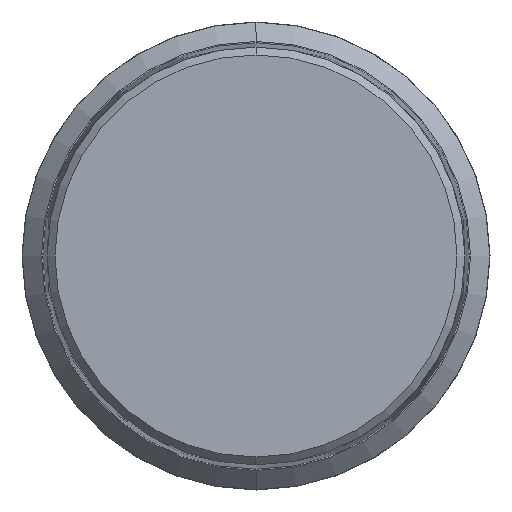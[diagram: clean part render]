
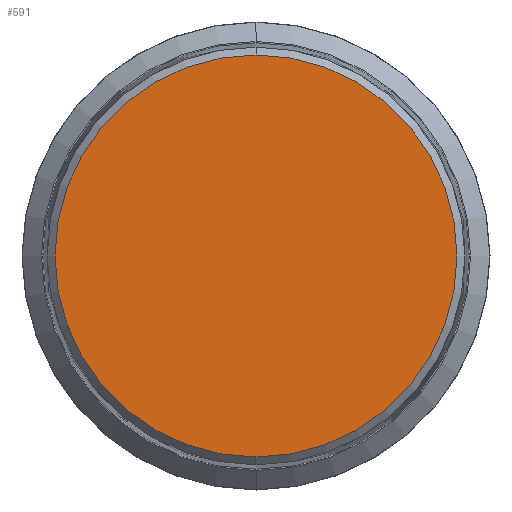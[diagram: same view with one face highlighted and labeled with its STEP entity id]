
A CAD part, front view. The second image highlights one B-rep face of the part: STEP entity #591.
In plain terms, the highlighted planar face has unit normal (0, -1, 0).
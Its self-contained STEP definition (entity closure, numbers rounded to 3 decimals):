
#591=ADVANCED_FACE('',(#1097),#1098,.T.);
#1097=FACE_OUTER_BOUND('',#1610,.T.);
#1098=PLANE('',#1611);
#1610=EDGE_LOOP('',(#2804,#2805));
#1611=AXIS2_PLACEMENT_3D('',#2806,#2807,#2808);
#2804=ORIENTED_EDGE('',*,*,#3236,.T.);
#2805=ORIENTED_EDGE('',*,*,#3264,.T.);
#2806=CARTESIAN_POINT('',(0.0,-10.0,3.865));
#2807=DIRECTION('',(0.0,-1.0,0.0));
#2808=DIRECTION('',(0.0,0.0,1.0));
#3236=EDGE_CURVE('',#3848,#3852,#3854,.T.);
#3264=EDGE_CURVE('',#3852,#3848,#3892,.T.);
#3848=VERTEX_POINT('',#4856);
#3852=VERTEX_POINT('',#4861);
#3854=CIRCLE('',#4864,7.731);
#3892=CIRCLE('',#4908,7.731);
#4856=CARTESIAN_POINT('',(0.0,-10.0,7.731));
#4861=CARTESIAN_POINT('',(0.,-10.0,-7.731));
#4864=AXIS2_PLACEMENT_3D('',#5468,#5469,#5470);
#4908=AXIS2_PLACEMENT_3D('',#5510,#5511,#5512);
#5468=CARTESIAN_POINT('',(0.0,-10.0,0.0));
#5469=DIRECTION('',(0.0,-1.0,0.0));
#5470=DIRECTION('',(0.0,0.0,1.0));
#5510=CARTESIAN_POINT('',(0.0,-10.0,0.0));
#5511=DIRECTION('',(0.0,-1.0,0.0));
#5512=DIRECTION('',(0.0,0.0,1.0));
